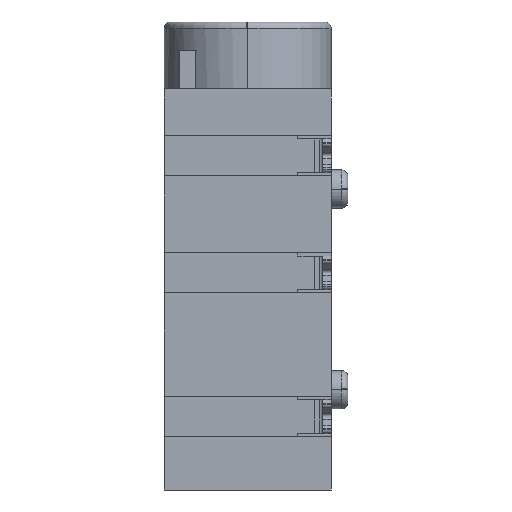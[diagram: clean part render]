
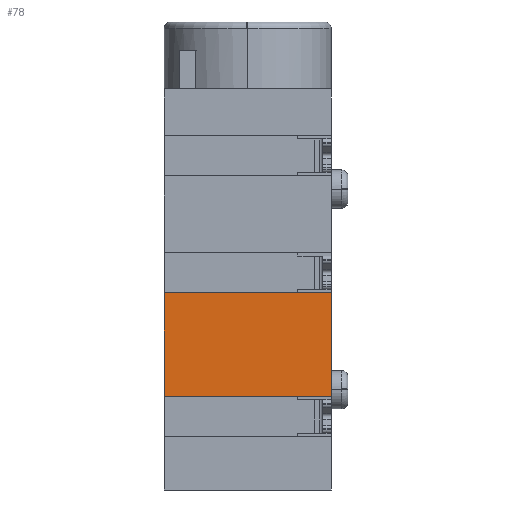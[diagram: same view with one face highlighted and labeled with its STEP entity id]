
A CAD part, left-side view. The second image highlights one B-rep face of the part: STEP entity #78.
In plain terms, the highlighted planar face has unit normal (-1, 0, 0).
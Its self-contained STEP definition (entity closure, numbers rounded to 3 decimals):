
#78=ADVANCED_FACE('',(#798),#799,.T.);
#798=FACE_OUTER_BOUND('',#2193,.T.);
#799=PLANE('',#2194);
#2193=EDGE_LOOP('',(#3821,#3822,#3823,#3824));
#2194=AXIS2_PLACEMENT_3D('',#3825,#3826,#3827);
#3821=ORIENTED_EDGE('',*,*,#9632,.T.);
#3822=ORIENTED_EDGE('',*,*,#9709,.T.);
#3823=ORIENTED_EDGE('',*,*,#9710,.F.);
#3824=ORIENTED_EDGE('',*,*,#9711,.F.);
#3825=CARTESIAN_POINT('',(-3.25,2.5,0.0));
#3826=DIRECTION('',(-1.0,0.0,0.0));
#3827=DIRECTION('',(0.0,0.0,1.0));
#9632=EDGE_CURVE('',#11703,#11701,#11704,.T.);
#9709=EDGE_CURVE('',#11701,#11839,#11840,.T.);
#9710=EDGE_CURVE('',#11841,#11839,#11842,.T.);
#9711=EDGE_CURVE('',#11703,#11841,#11843,.T.);
#11701=VERTEX_POINT('',#15045);
#11703=VERTEX_POINT('',#15048);
#11704=LINE('',#15049,#15050);
#11839=VERTEX_POINT('',#15259);
#11840=LINE('',#15260,#15261);
#11841=VERTEX_POINT('',#15262);
#11842=LINE('',#15263,#15264);
#11843=LINE('',#15265,#15266);
#15045=CARTESIAN_POINT('',(-3.25,2.5,-9.2));
#15048=CARTESIAN_POINT('',(-3.25,2.5,-6.1));
#15049=CARTESIAN_POINT('',(-3.25,2.5,-6.1));
#15050=VECTOR('',#20102,3.1);
#15259=CARTESIAN_POINT('',(-3.25,-2.5,-9.2));
#15260=CARTESIAN_POINT('',(-3.25,2.5,-9.2));
#15261=VECTOR('',#20209,5.0);
#15262=CARTESIAN_POINT('',(-3.25,-2.5,-6.1));
#15263=CARTESIAN_POINT('',(-3.25,-2.5,-6.1));
#15264=VECTOR('',#20210,3.1);
#15265=CARTESIAN_POINT('',(-3.25,2.5,-6.1));
#15266=VECTOR('',#20211,5.0);
#20102=DIRECTION('',(0.0,0.0,-1.0));
#20209=DIRECTION('',(0.0,-1.0,0.0));
#20210=DIRECTION('',(0.0,0.0,-1.0));
#20211=DIRECTION('',(0.0,-1.0,0.0));
